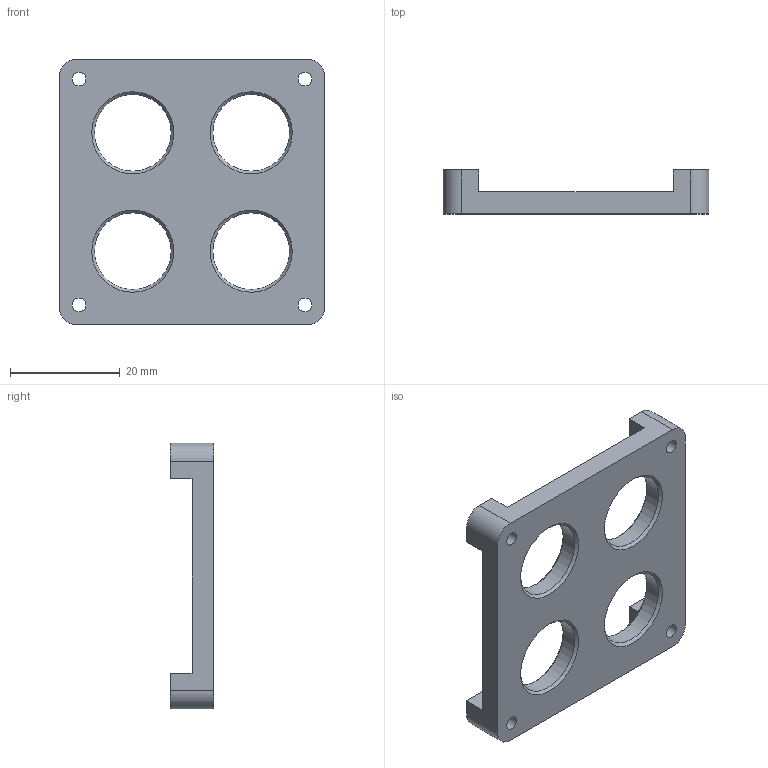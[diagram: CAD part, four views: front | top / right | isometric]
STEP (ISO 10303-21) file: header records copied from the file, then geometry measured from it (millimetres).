
FILE_DESCRIPTION (( 'STEP AP214' ), '1' );
FILE_NAME ('1048-A2P-A.STEP', '2013-05-15T14:40:54', ( '3DAssist' ), ( '' ), 'SwSTEP 2.0', 'SolidWorks 2013', '' );
FILE_SCHEMA (( 'AUTOMOTIVE_DESIGN' ));
Length unit declared in the file: millimetre
Products named in the file (1): 1048-A2P-A
Bounding box: 48.5 x 8 x 48.5 mm (x, y, z)
Volume: 7345.1 mm3; surface area: 5416.3 mm2
Topology: 1 solids, 1 shells, 38 faces, 100 edges, 64 vertices
Faces by surface type: plane 18, cylinder 12, cone 8
Full cylindrical faces by diameter (mm): 2.5 x4, 14 x4
Entity records: 1202 total; most frequent: DIRECTION 194, CARTESIAN_POINT 187, ORIENTED_EDGE 168, EDGE_CURVE 84, AXIS2_PLACEMENT_3D 71, EDGE_LOOP 70, VERTEX_POINT 64, VECTOR 52
